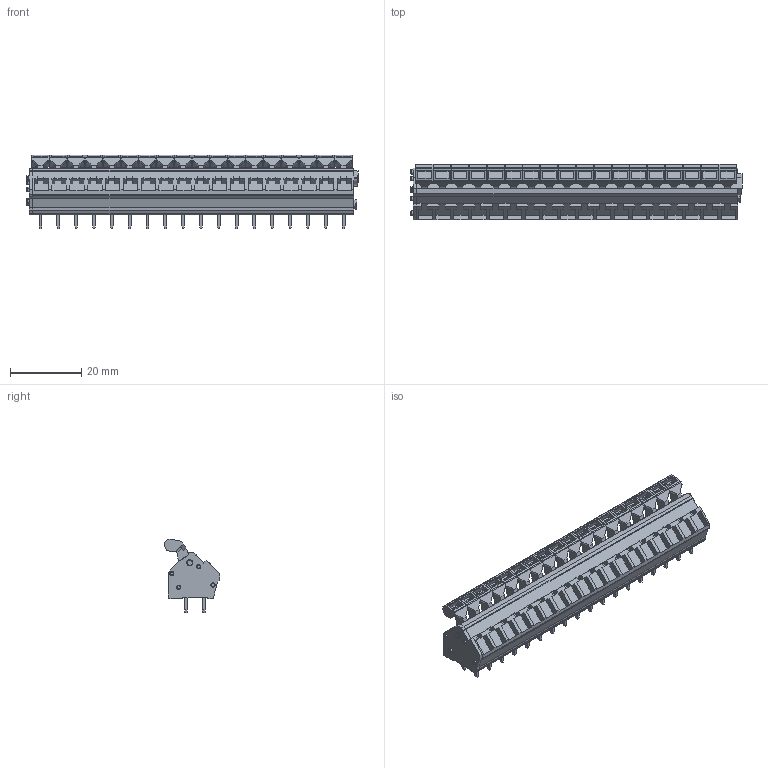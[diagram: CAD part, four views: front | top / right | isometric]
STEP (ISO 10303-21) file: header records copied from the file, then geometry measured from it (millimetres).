
FILE_DESCRIPTION(('CATIA V5 STEP Exchange','CAx-IF Rec.Pracs.--- Model Styling and Organization---1.4--- 2014-01-23'),'2;1');
FILE_NAME ('028317-2_0', '2022-08-09T09:39:23+00:00', ('none'), ('Weidmueller'), 'CATIA Version 5-6 Release 2016 SP3 HF44', 'CATIA V5 STEP AP214', 'none');
FILE_SCHEMA(('AUTOMOTIVE_DESIGN { 1 0 10303 214 1 1 1 1 }'));
Length unit declared in the file: millimetre
Products named in the file (1): 1957770000
Bounding box: 93.1 x 15.6 x 20.65 mm (x, y, z)
Volume: 13629.9 mm3; surface area: 9105.8 mm2
Topology: 56 solids, 56 shells, 1628 faces, 4397 edges, 2922 vertices
Faces by surface type: plane 1318, cylinder 286, cone 16, torus 8
Entity records: 50000 total; most frequent: CARTESIAN_POINT 9510, ORIENTED_EDGE 8794, DIRECTION 6733, EDGE_CURVE 4397, VECTOR 3797, LINE 3797, VERTEX_POINT 2922, AXIS2_PLACEMENT_3D 1671
